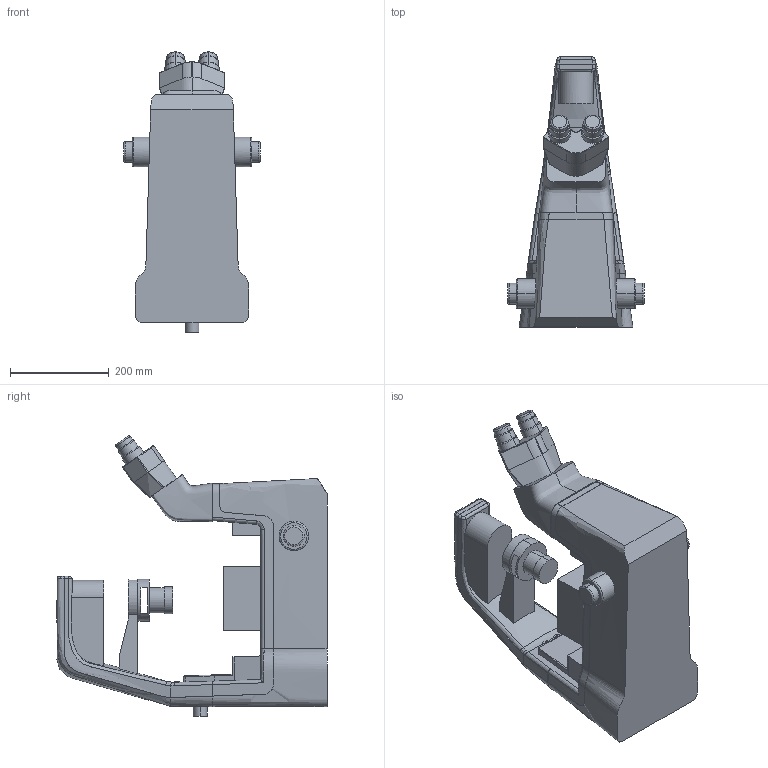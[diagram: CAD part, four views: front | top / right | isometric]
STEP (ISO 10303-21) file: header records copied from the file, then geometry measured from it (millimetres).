
FILE_DESCRIPTION (( 'STEP AP203' ), '1' );
FILE_NAME ('Nikon_Eclipse_Ts2R_FL_Assy.STEP', '2019-10-14T21:08:38', ( 'Matt' ), ( '' ), 'SwSTEP 2.0', 'SolidWorks 2018', '' );
FILE_SCHEMA (( 'CONFIG_CONTROL_DESIGN' ));
Length unit declared in the file: inch
Products named in the file (4): Ts2R_Eyepiece; Nikon_Eclipse_Ts2R_FL_Assy; Ts2R-FL_Base; Ts2R_Neck
Assembly tree (3 placements, depth 2):
  Nikon_Eclipse_Ts2R_FL_Assy
    Ts2R-FL_Base
    Ts2R_Neck
    Ts2R_Eyepiece
Bounding box: 276.9 x 546.12 x 567.2 mm (x, y, z)
Volume: 20178523.8 mm3; surface area: 825385.8 mm2
Topology: 7 solids, 7 shells, 332 faces, 818 edges, 518 vertices
Faces by surface type: bspline 149, plane 90, cylinder 65, torus 28
Entity records: 34411 total; most frequent: CARTESIAN_POINT 27211, ORIENTED_EDGE 1634, DIRECTION 1028, EDGE_CURVE 817, VERTEX_POINT 518, AXIS2_PLACEMENT_3D 392, B_SPLINE_CURVE_WITH_KNOTS 362, EDGE_LOOP 355
